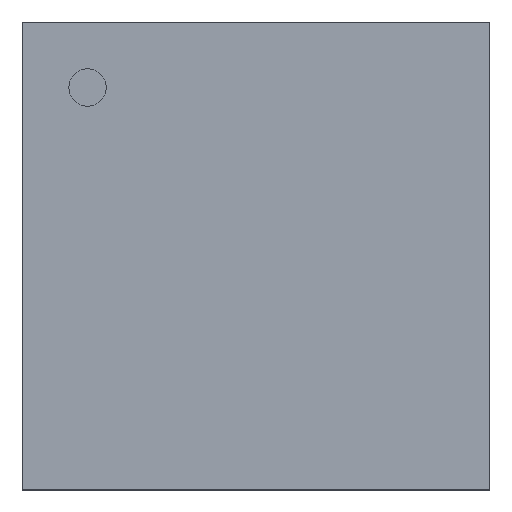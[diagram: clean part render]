
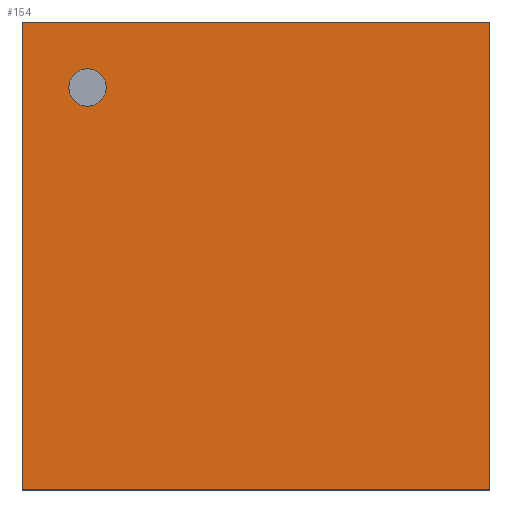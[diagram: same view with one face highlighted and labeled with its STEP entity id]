
A CAD part, top view. The second image highlights one B-rep face of the part: STEP entity #154.
In plain terms, the highlighted planar face has unit normal (0, 0, 1).
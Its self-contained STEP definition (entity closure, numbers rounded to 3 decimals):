
#2 = PLANE ( 'NONE',  #121 ) ;
#6 = CARTESIAN_POINT ( 'NONE',  ( -7.5, 7.5, 1.3 ) ) ;
#12 = ORIENTED_EDGE ( 'NONE', *, *, #108, .T. ) ;
#14 = VERTEX_POINT ( 'NONE', #92 ) ;
#15 = ORIENTED_EDGE ( 'NONE', *, *, #37, .T. ) ;
#17 = DIRECTION ( 'NONE',  ( 0., -1., 0. ) ) ;
#37 = EDGE_CURVE ( 'NONE', #242, #62, #253, .T. ) ;
#46 = CARTESIAN_POINT ( 'NONE',  ( 0., 0., 1.3 ) ) ;
#47 = FACE_OUTER_BOUND ( 'NONE', #237, .T. ) ;
#51 = LINE ( 'NONE', #255, #214 ) ;
#53 = CARTESIAN_POINT ( 'NONE',  ( -7.5, 7.5, 1.3 ) ) ;
#62 = VERTEX_POINT ( 'NONE', #122 ) ;
#63 = VECTOR ( 'NONE', #71, 1000. ) ;
#66 = ORIENTED_EDGE ( 'NONE', *, *, #120, .T. ) ;
#71 = DIRECTION ( 'NONE',  ( 0., 1., 0. ) ) ;
#79 = CARTESIAN_POINT ( 'NONE',  ( -5.4, 5.4, 1.3 ) ) ;
#80 = DIRECTION ( 'NONE',  ( 0., 0., 1. ) ) ;
#87 = EDGE_CURVE ( 'NONE', #174, #222, #110, .T. ) ;
#92 = CARTESIAN_POINT ( 'NONE',  ( 7.5, -7.5, 1.3 ) ) ;
#94 = CIRCLE ( 'NONE', #228, 0.6 ) ;
#102 = DIRECTION ( 'NONE',  ( 0., 0., 1. ) ) ;
#108 = EDGE_CURVE ( 'NONE', #62, #14, #51, .T. ) ;
#110 = CIRCLE ( 'NONE', #262, 0.6 ) ;
#112 = ORIENTED_EDGE ( 'NONE', *, *, #292, .T. ) ;
#120 = EDGE_CURVE ( 'NONE', #128, #242, #234, .T. ) ;
#121 = AXIS2_PLACEMENT_3D ( 'NONE', #46, #102, #185 ) ;
#122 = CARTESIAN_POINT ( 'NONE',  ( -7.5, -7.5, 1.3 ) ) ;
#126 = CARTESIAN_POINT ( 'NONE',  ( -6., 5.4, 1.3 ) ) ;
#127 = DIRECTION ( 'NONE',  ( 1., 0., 0. ) ) ;
#128 = VERTEX_POINT ( 'NONE', #213 ) ;
#133 = EDGE_LOOP ( 'NONE', ( #288, #134 ) ) ;
#134 = ORIENTED_EDGE ( 'NONE', *, *, #225, .F. ) ;
#139 = CARTESIAN_POINT ( 'NONE',  ( -7.5, 7.5, 1.3 ) ) ;
#142 = CARTESIAN_POINT ( 'NONE',  ( -4.8, 5.4, 1.3 ) ) ;
#154 = ADVANCED_FACE ( 'NONE', ( #279, #47 ), #2, .T. ) ;
#174 = VERTEX_POINT ( 'NONE', #142 ) ;
#185 = DIRECTION ( 'NONE',  ( 1., 0., 0. ) ) ;
#190 = CARTESIAN_POINT ( 'NONE',  ( -5.4, 5.4, 1.3 ) ) ;
#196 = VECTOR ( 'NONE', #17, 1000. ) ;
#210 = DIRECTION ( 'NONE',  ( 1., 0., 0. ) ) ;
#212 = DIRECTION ( 'NONE',  ( 0., 0., 1. ) ) ;
#213 = CARTESIAN_POINT ( 'NONE',  ( 7.5, 7.5, 1.3 ) ) ;
#214 = VECTOR ( 'NONE', #127, 1000. ) ;
#218 = CARTESIAN_POINT ( 'NONE',  ( 7.5, 7.5, 1.3 ) ) ;
#222 = VERTEX_POINT ( 'NONE', #126 ) ;
#225 = EDGE_CURVE ( 'NONE', #222, #174, #94, .T. ) ;
#227 = VECTOR ( 'NONE', #236, 1000. ) ;
#228 = AXIS2_PLACEMENT_3D ( 'NONE', #79, #212, #256 ) ;
#234 = LINE ( 'NONE', #6, #227 ) ;
#236 = DIRECTION ( 'NONE',  ( -1., 0., 0. ) ) ;
#237 = EDGE_LOOP ( 'NONE', ( #112, #66, #15, #12 ) ) ;
#242 = VERTEX_POINT ( 'NONE', #53 ) ;
#253 = LINE ( 'NONE', #139, #196 ) ;
#255 = CARTESIAN_POINT ( 'NONE',  ( -7.5, -7.5, 1.3 ) ) ;
#256 = DIRECTION ( 'NONE',  ( 1., 0., 0. ) ) ;
#262 = AXIS2_PLACEMENT_3D ( 'NONE', #190, #80, #210 ) ;
#272 = LINE ( 'NONE', #218, #63 ) ;
#279 = FACE_BOUND ( 'NONE', #133, .T. ) ;
#288 = ORIENTED_EDGE ( 'NONE', *, *, #87, .F. ) ;
#292 = EDGE_CURVE ( 'NONE', #14, #128, #272, .T. ) ;
